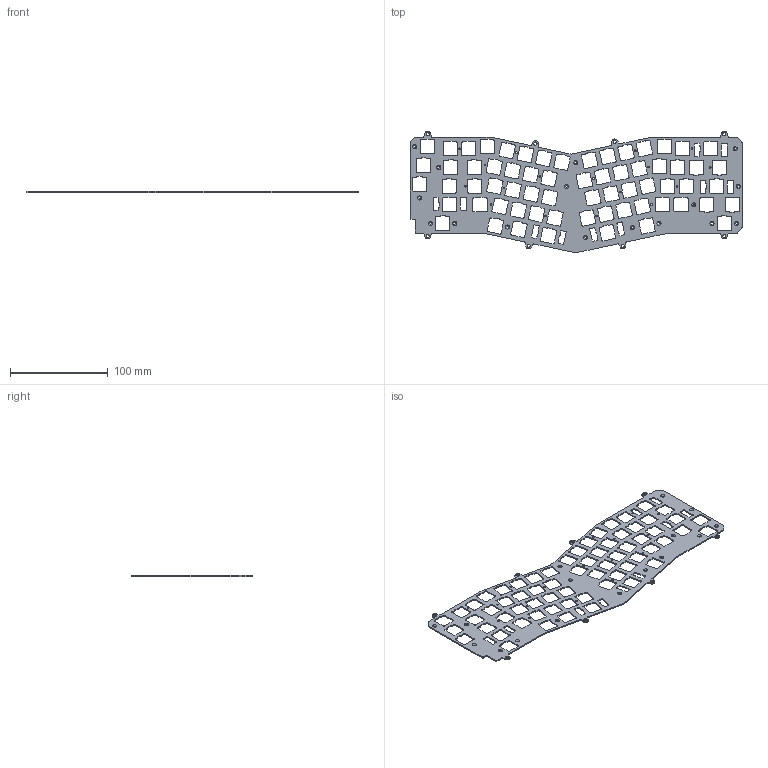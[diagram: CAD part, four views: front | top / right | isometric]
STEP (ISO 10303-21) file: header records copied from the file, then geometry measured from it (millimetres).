
FILE_DESCRIPTION (( 'STEP AP214' ), '1' );
FILE_NAME ('OSAv2.1_RGB-TOPRE_2U-VM.STEP', '2022-10-04T21:42:10', ( '' ), ( '' ), 'SwSTEP 2.0', 'SolidWorks 2019', '' );
FILE_SCHEMA (( 'AUTOMOTIVE_DESIGN' ));
Length unit declared in the file: millimetre
Products named in the file (1): OSAv2.1_RGB-TOPRE_2U-VM
Bounding box: 338.8 x 123.91 x 1.2 mm (x, y, z)
Volume: 23013.1 mm3; surface area: 44749.5 mm2
Topology: 1 solids, 1 shells, 1288 faces, 3826 edges, 2540 vertices
Faces by surface type: cylinder 765, plane 491, cone 32
Entity records: 44234 total; most frequent: DIRECTION 7966, CARTESIAN_POINT 7655, ORIENTED_EDGE 7652, EDGE_CURVE 3826, AXIS2_PLACEMENT_3D 2851, VERTEX_POINT 2540, VECTOR 2264, LINE 2264
